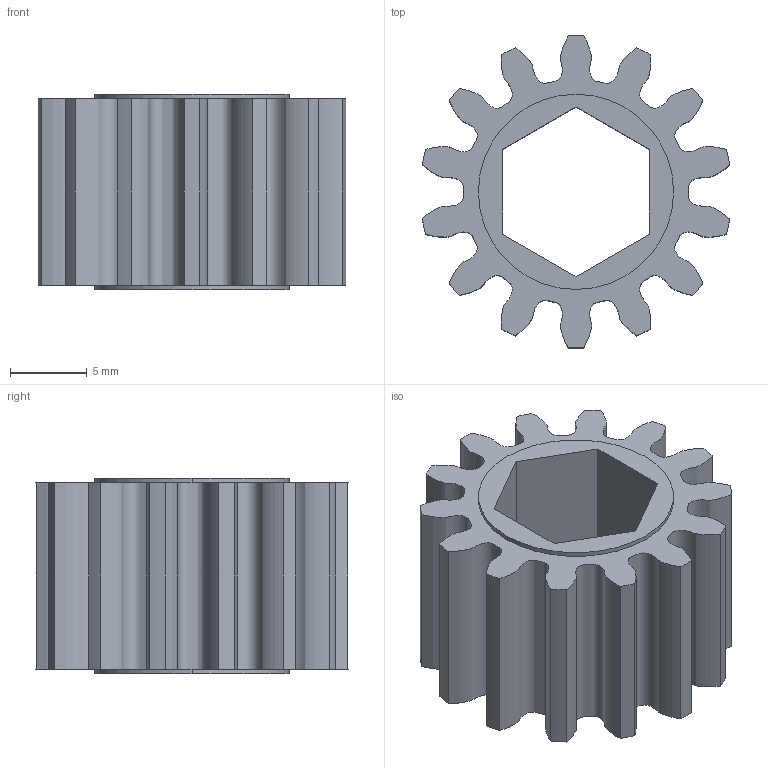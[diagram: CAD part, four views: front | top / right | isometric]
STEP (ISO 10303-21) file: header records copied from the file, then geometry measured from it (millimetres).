
FILE_DESCRIPTION (( 'STEP AP214' ), '1' );
FILE_NAME ('217-3100-STEP.STEP', '2013-12-09T15:44:50', ( '' ), ( '' ), 'SwSTEP 2.0', 'SolidWorks 2013', '' );
FILE_SCHEMA (( 'AUTOMOTIVE_DESIGN' ));
Length unit declared in the file: inch
Products named in the file (1): 217-3100-STEP
Bounding box: 20.01 x 20.32 x 12.7 mm (x, y, z)
Volume: 1728.4 mm3; surface area: 2139.4 mm2
Topology: 1 solids, 1 shells, 42 faces, 114 edges, 76 vertices
Faces by surface type: cylinder 18, bspline 14, plane 10
Entity records: 4962 total; most frequent: CARTESIAN_POINT 3915, ORIENTED_EDGE 228, DIRECTION 180, EDGE_CURVE 114, VERTEX_POINT 76, AXIS2_PLACEMENT_3D 65, LINE 50, VECTOR 50
